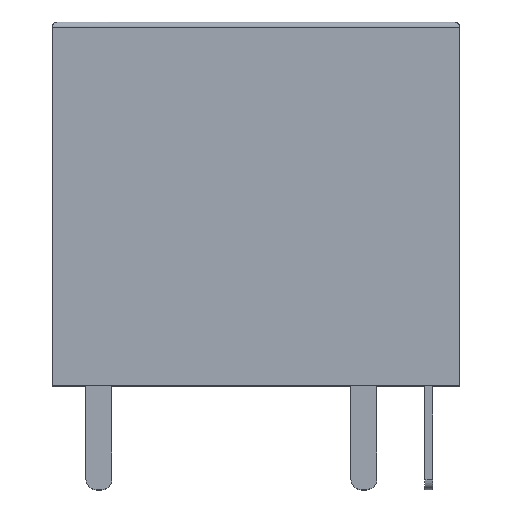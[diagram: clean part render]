
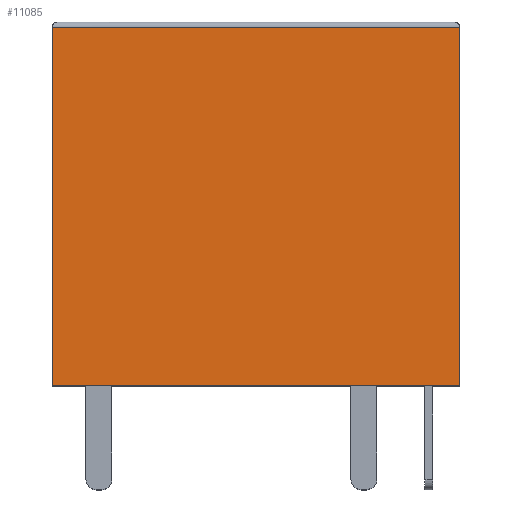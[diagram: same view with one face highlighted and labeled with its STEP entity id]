
A CAD part, top view. The second image highlights one B-rep face of the part: STEP entity #11085.
In plain terms, the highlighted planar face has unit normal (0, 0, 1).
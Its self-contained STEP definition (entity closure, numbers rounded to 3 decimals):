
#46 = CARTESIAN_POINT ( 'NONE',  ( -7.85, 14., 6.15 ) ) ;
#338 = ORIENTED_EDGE ( 'NONE', *, *, #3859, .F. ) ;
#950 = DIRECTION ( 'NONE',  ( 0., -1., 0. ) ) ;
#1592 = CARTESIAN_POINT ( 'NONE',  ( -7.85, 14., 6.15 ) ) ;
#1951 = CARTESIAN_POINT ( 'NONE',  ( 7.85, 0., 6.15 ) ) ;
#2310 = CARTESIAN_POINT ( 'NONE',  ( -7.85, 13.8, 6.15 ) ) ;
#2407 = VECTOR ( 'NONE', #6823, 1000. ) ;
#2661 = EDGE_CURVE ( 'NONE', #5817, #3495, #9540, .T. ) ;
#3122 = VERTEX_POINT ( 'NONE', #4907 ) ;
#3352 = VECTOR ( 'NONE', #950, 1000. ) ;
#3495 = VERTEX_POINT ( 'NONE', #1951 ) ;
#3591 = LINE ( 'NONE', #11069, #6596 ) ;
#3669 = EDGE_LOOP ( 'NONE', ( #338, #3909, #8096, #5398 ) ) ;
#3859 = EDGE_CURVE ( 'NONE', #3122, #3495, #3591, .T. ) ;
#3909 = ORIENTED_EDGE ( 'NONE', *, *, #11602, .T. ) ;
#4907 = CARTESIAN_POINT ( 'NONE',  ( 7.85, 13.8, 6.15 ) ) ;
#5398 = ORIENTED_EDGE ( 'NONE', *, *, #2661, .T. ) ;
#5487 = DIRECTION ( 'NONE',  ( -1., 0., 0. ) ) ;
#5817 = VERTEX_POINT ( 'NONE', #8253 ) ;
#6233 = LINE ( 'NONE', #12218, #7224 ) ;
#6596 = VECTOR ( 'NONE', #9402, 1000. ) ;
#6754 = EDGE_CURVE ( 'NONE', #12419, #5817, #6906, .T. ) ;
#6799 = AXIS2_PLACEMENT_3D ( 'NONE', #1592, #9591, #5487 ) ;
#6823 = DIRECTION ( 'NONE',  ( 1., 0., 0. ) ) ;
#6906 = LINE ( 'NONE', #46, #3352 ) ;
#7224 = VECTOR ( 'NONE', #12083, 1000. ) ;
#8096 = ORIENTED_EDGE ( 'NONE', *, *, #6754, .T. ) ;
#8250 = PLANE ( 'NONE',  #6799 ) ;
#8253 = CARTESIAN_POINT ( 'NONE',  ( -7.85, 0., 6.15 ) ) ;
#9402 = DIRECTION ( 'NONE',  ( 0., -1., 0. ) ) ;
#9540 = LINE ( 'NONE', #12433, #2407 ) ;
#9591 = DIRECTION ( 'NONE',  ( 0., 0., -1. ) ) ;
#10073 = FACE_OUTER_BOUND ( 'NONE', #3669, .T. ) ;
#11069 = CARTESIAN_POINT ( 'NONE',  ( 7.85, 14., 6.15 ) ) ;
#11085 = ADVANCED_FACE ( 'NONE', ( #10073 ), #8250, .F. ) ;
#11602 = EDGE_CURVE ( 'NONE', #3122, #12419, #6233, .T. ) ;
#12083 = DIRECTION ( 'NONE',  ( -1., 0., 0. ) ) ;
#12218 = CARTESIAN_POINT ( 'NONE',  ( -7.85, 13.8, 6.15 ) ) ;
#12419 = VERTEX_POINT ( 'NONE', #2310 ) ;
#12433 = CARTESIAN_POINT ( 'NONE',  ( -7.85, 0., 6.15 ) ) ;
